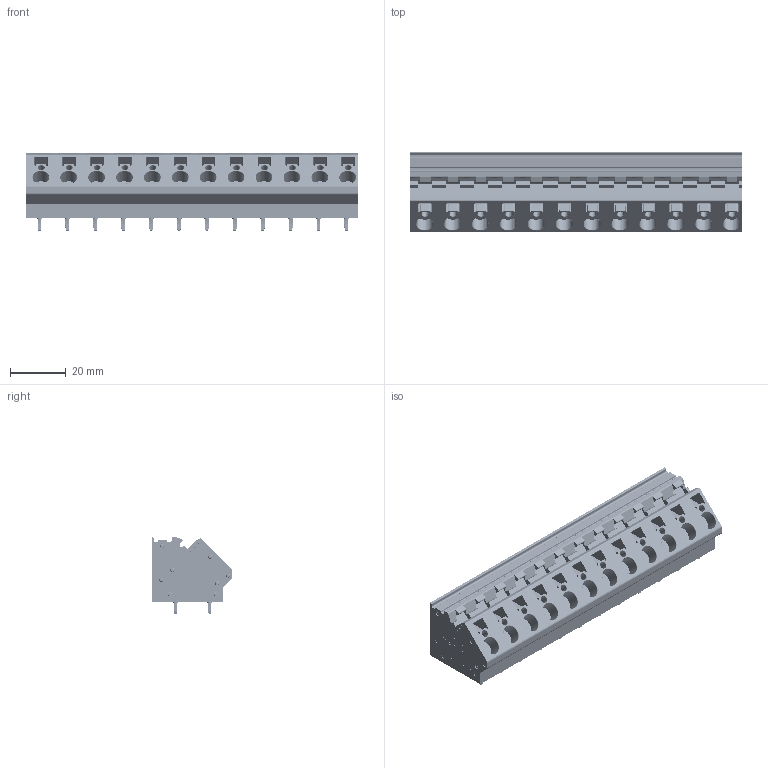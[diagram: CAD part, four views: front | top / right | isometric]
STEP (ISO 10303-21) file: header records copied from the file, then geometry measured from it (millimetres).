
FILE_DESCRIPTION(('Creo Elements/Direct Modeling STEP Export'),'2;1');
FILE_NAME('model.stp','2017-11-10T12:15:51',(''),(''),'Creo Elements/Direct Modeling STEP processor for AP214 (Solid Model)','Creo Elements/Direct Modeling 18.1I 14-Aug-2016 (C) Parametric Technology GmbH','');
FILE_SCHEMA(('AUTOMOTIVE_DESIGN { 1 0 10303 214 1 1 1 1 }'));
Length unit declared in the file: millimetre
Products named in the file (6): Bohrloch; zfkds_4-7.5_GY; ZFKDS_4-7.5; ZFKDS-4-1.5-DKL; RZ-ZFKDS-4-2.5_GEH; ZFKDSA_4-10-12
Assembly tree (28 placements, depth 3):
  ZFKDSA_4-10-12
    ZFKDS_4-7.5  x12
      Bohrloch
      zfkds_4-7.5_GY
    RZ-ZFKDS-4-2.5_GEH  x12
    ZFKDS-4-1.5-DKL
Bounding box: 119 x 29 x 27.6 mm (x, y, z)
Volume: 63280.6 mm3; surface area: 47032.4 mm2
Topology: 49 solids, 49 shells, 16538 faces, 44088 edges, 29112 vertices
Faces by surface type: plane 12219, cylinder 3154, cone 1056, extrusion 61, torus 48
Entity records: 72350 total; most frequent: CARTESIAN_POINT 10165, ORIENTED_EDGE 10108, DIRECTION 9143, EDGE_CURVE 5054, VECTOR 4219, LINE 4213, VERTEX_POINT 3346, AXIS2_PLACEMENT_3D 2462
